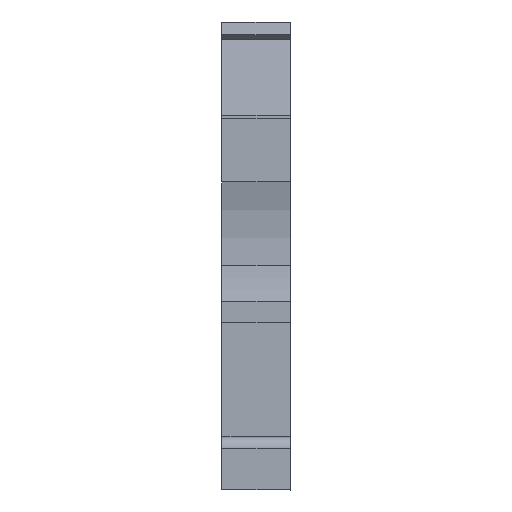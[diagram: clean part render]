
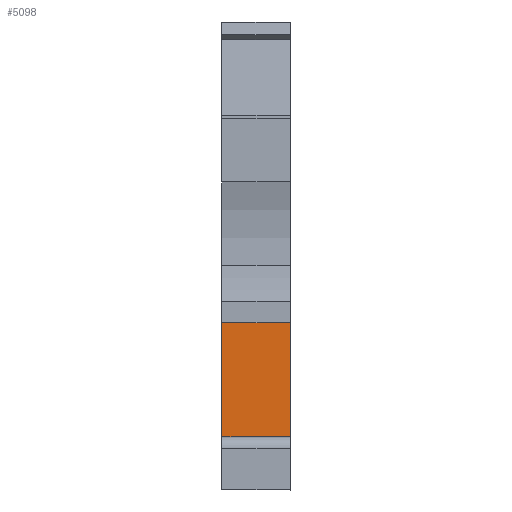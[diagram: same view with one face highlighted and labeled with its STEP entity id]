
A CAD part, front view. The second image highlights one B-rep face of the part: STEP entity #5098.
In plain terms, the highlighted face is planar.
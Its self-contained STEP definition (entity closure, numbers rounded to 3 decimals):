
#407=VERTEX_POINT('',#6762);
#408=VERTEX_POINT('',#6764);
#437=VERTEX_POINT('',#6825);
#653=VERTEX_POINT('',#7657);
#654=VERTEX_POINT('',#7659);
#820=VERTEX_POINT('',#8353);
#893=VECTOR('',#5583,1.);
#916=VECTOR('',#5622,1.);
#1205=VECTOR('',#6143,1.);
#1410=VECTOR('',#6554,1.);
#1411=VECTOR('',#6556,1.);
#1412=VECTOR('',#6557,1.);
#1501=LINE('',#6763,#893);
#1524=LINE('',#6824,#916);
#1813=LINE('',#7658,#1205);
#2018=LINE('',#8350,#1410);
#2019=LINE('',#8352,#1411);
#2020=LINE('',#8354,#1412);
#2125=EDGE_CURVE('',#408,#407,#1501,.T.);
#2155=EDGE_CURVE('',#408,#437,#1524,.T.);
#2506=EDGE_CURVE('',#654,#653,#1813,.T.);
#2775=EDGE_CURVE('',#437,#653,#2018,.T.);
#2776=EDGE_CURVE('',#820,#407,#2019,.T.);
#2777=EDGE_CURVE('',#654,#820,#2020,.T.);
#4116=ORIENTED_EDGE('',*,*,#2125,.T.);
#4117=ORIENTED_EDGE('',*,*,#2776,.F.);
#4118=ORIENTED_EDGE('',*,*,#2777,.F.);
#4119=ORIENTED_EDGE('',*,*,#2506,.T.);
#4120=ORIENTED_EDGE('',*,*,#2775,.F.);
#4121=ORIENTED_EDGE('',*,*,#2155,.F.);
#4565=EDGE_LOOP('',(#4116,#4117,#4118,#4119,#4120,#4121));
#4834=FACE_BOUND('',#4565,.T.);
#5098=ADVANCED_FACE('',(#4834),#8608,.F.);
#5471=AXIS2_PLACEMENT_3D('',#8351,#6555,$);
#5583=DIRECTION('',(-0.122,0.993,0.));
#5622=DIRECTION('',(0.,0.,-1.));
#6143=DIRECTION('',(0.,0.,1.));
#6554=DIRECTION('',(-0.122,0.993,0.));
#6555=DIRECTION('',(0.993,0.122,0.));
#6556=DIRECTION('',(0.,0.,1.));
#6557=DIRECTION('',(-0.122,0.993,0.));
#6762=CARTESIAN_POINT('',(1.834,7.209,0.));
#6763=CARTESIAN_POINT('',(0.613,17.15,0.));
#6764=CARTESIAN_POINT('',(3.187,-3.808,0.));
#6824=CARTESIAN_POINT('',(3.187,-3.808,-2.575));
#6825=CARTESIAN_POINT('',(3.187,-3.808,-4.15));
#7657=CARTESIAN_POINT('',(2.882,-1.326,-4.15));
#7658=CARTESIAN_POINT('',(2.882,-1.326,-5.15));
#7659=CARTESIAN_POINT('',(2.882,-1.326,-5.15));
#8350=CARTESIAN_POINT('',(2.206,4.182,-4.15));
#8351=CARTESIAN_POINT('',(1.834,7.209,-5.15));
#8352=CARTESIAN_POINT('',(1.834,7.209,-5.15));
#8353=CARTESIAN_POINT('',(1.834,7.209,-5.15));
#8354=CARTESIAN_POINT('',(2.206,4.182,-5.15));
#8608=PLANE('',#5471);
